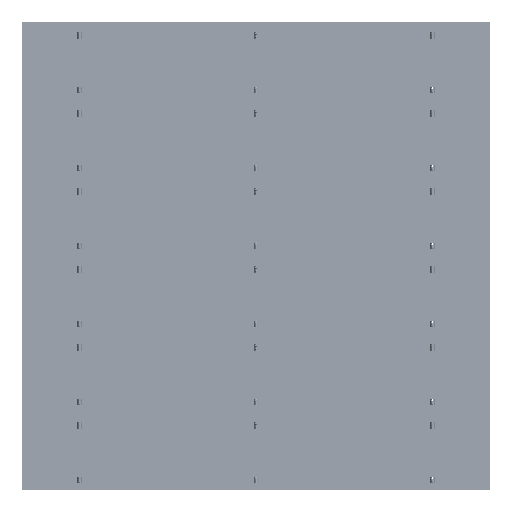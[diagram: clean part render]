
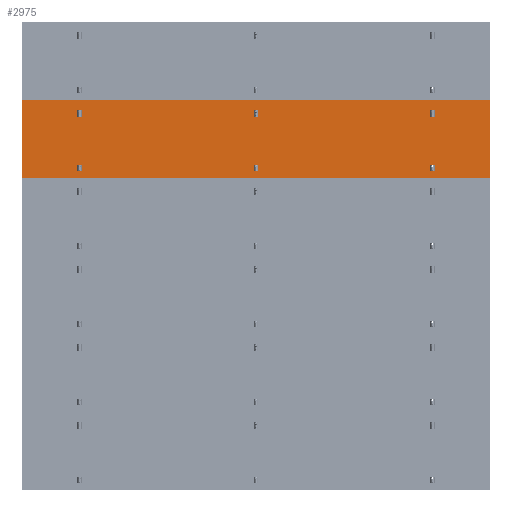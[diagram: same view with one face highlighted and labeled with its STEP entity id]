
A CAD part, front view. The second image highlights one B-rep face of the part: STEP entity #2975.
In plain terms, the highlighted planar face has unit normal (0, -1, 0).
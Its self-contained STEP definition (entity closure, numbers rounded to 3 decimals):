
#135=FACE_BOUND('',#614,.T.);
#136=FACE_BOUND('',#615,.T.);
#137=FACE_BOUND('',#616,.T.);
#138=FACE_BOUND('',#617,.T.);
#139=FACE_BOUND('',#618,.T.);
#140=FACE_BOUND('',#619,.T.);
#211=PLANE('',#3246);
#282=CIRCLE('',#3188,3.2);
#284=CIRCLE('',#3191,3.2);
#286=CIRCLE('',#3194,3.2);
#288=CIRCLE('',#3197,3.2);
#290=CIRCLE('',#3200,3.2);
#292=CIRCLE('',#3203,3.2);
#295=CIRCLE('',#3208,3.2);
#297=CIRCLE('',#3213,3.2);
#299=CIRCLE('',#3217,3.2);
#301=CIRCLE('',#3222,3.2);
#303=CIRCLE('',#3228,3.2);
#305=CIRCLE('',#3233,3.2);
#449=FACE_OUTER_BOUND('',#613,.T.);
#613=EDGE_LOOP('',(#2611,#2612,#2613,#2614));
#614=EDGE_LOOP('',(#2615,#2616,#2617,#2618));
#615=EDGE_LOOP('',(#2619,#2620,#2621,#2622));
#616=EDGE_LOOP('',(#2623,#2624,#2625,#2626));
#617=EDGE_LOOP('',(#2627,#2628,#2629,#2630));
#618=EDGE_LOOP('',(#2631,#2632,#2633,#2634));
#619=EDGE_LOOP('',(#2635,#2636,#2637,#2638));
#908=LINE('',#8165,#1110);
#912=LINE('',#8175,#1114);
#914=LINE('',#8180,#1116);
#918=LINE('',#8190,#1120);
#922=LINE('',#8202,#1124);
#924=LINE('',#8205,#1126);
#928=LINE('',#8217,#1130);
#930=LINE('',#8220,#1132);
#932=LINE('',#8225,#1134);
#936=LINE('',#8235,#1138);
#938=LINE('',#8240,#1140);
#942=LINE('',#8250,#1144);
#943=LINE('',#8254,#1145);
#947=LINE('',#8262,#1149);
#950=LINE('',#8268,#1152);
#953=LINE('',#8273,#1155);
#1110=VECTOR('',#3762,1000.);
#1114=VECTOR('',#3774,1000.);
#1116=VECTOR('',#3778,1000.);
#1120=VECTOR('',#3790,1000.);
#1124=VECTOR('',#3802,1000.);
#1126=VECTOR('',#3806,1000.);
#1130=VECTOR('',#3818,1000.);
#1132=VECTOR('',#3822,1000.);
#1134=VECTOR('',#3826,1000.);
#1138=VECTOR('',#3838,1000.);
#1140=VECTOR('',#3842,1000.);
#1144=VECTOR('',#3854,1000.);
#1145=VECTOR('',#3857,1000.);
#1149=VECTOR('',#3863,1000.);
#1152=VECTOR('',#3868,1000.);
#1155=VECTOR('',#3873,1000.);
#1398=VERTEX_POINT('',#8108);
#1399=VERTEX_POINT('',#8109);
#1402=VERTEX_POINT('',#8117);
#1403=VERTEX_POINT('',#8118);
#1406=VERTEX_POINT('',#8126);
#1407=VERTEX_POINT('',#8127);
#1410=VERTEX_POINT('',#8135);
#1411=VERTEX_POINT('',#8136);
#1414=VERTEX_POINT('',#8144);
#1415=VERTEX_POINT('',#8145);
#1418=VERTEX_POINT('',#8153);
#1419=VERTEX_POINT('',#8154);
#1423=VERTEX_POINT('',#8164);
#1425=VERTEX_POINT('',#8170);
#1427=VERTEX_POINT('',#8179);
#1429=VERTEX_POINT('',#8185);
#1432=VERTEX_POINT('',#8195);
#1433=VERTEX_POINT('',#8197);
#1436=VERTEX_POINT('',#8210);
#1437=VERTEX_POINT('',#8212);
#1439=VERTEX_POINT('',#8224);
#1441=VERTEX_POINT('',#8230);
#1443=VERTEX_POINT('',#8239);
#1445=VERTEX_POINT('',#8245);
#1446=VERTEX_POINT('',#8252);
#1447=VERTEX_POINT('',#8253);
#1450=VERTEX_POINT('',#8261);
#1452=VERTEX_POINT('',#8267);
#1773=EDGE_CURVE('',#1398,#1399,#282,.T.);
#1777=EDGE_CURVE('',#1402,#1403,#284,.T.);
#1781=EDGE_CURVE('',#1406,#1407,#286,.T.);
#1785=EDGE_CURVE('',#1410,#1411,#288,.T.);
#1789=EDGE_CURVE('',#1414,#1415,#290,.T.);
#1793=EDGE_CURVE('',#1418,#1419,#292,.T.);
#1798=EDGE_CURVE('',#1423,#1418,#908,.T.);
#1801=EDGE_CURVE('',#1425,#1423,#295,.T.);
#1804=EDGE_CURVE('',#1419,#1425,#912,.T.);
#1806=EDGE_CURVE('',#1427,#1414,#914,.T.);
#1809=EDGE_CURVE('',#1429,#1427,#297,.T.);
#1812=EDGE_CURVE('',#1415,#1429,#918,.T.);
#1815=EDGE_CURVE('',#1433,#1432,#299,.T.);
#1818=EDGE_CURVE('',#1411,#1433,#922,.T.);
#1820=EDGE_CURVE('',#1432,#1410,#924,.T.);
#1823=EDGE_CURVE('',#1437,#1436,#301,.T.);
#1826=EDGE_CURVE('',#1407,#1437,#928,.T.);
#1828=EDGE_CURVE('',#1436,#1406,#930,.T.);
#1830=EDGE_CURVE('',#1439,#1402,#932,.T.);
#1833=EDGE_CURVE('',#1441,#1439,#303,.T.);
#1836=EDGE_CURVE('',#1403,#1441,#936,.T.);
#1838=EDGE_CURVE('',#1443,#1398,#938,.T.);
#1841=EDGE_CURVE('',#1445,#1443,#305,.T.);
#1844=EDGE_CURVE('',#1399,#1445,#942,.T.);
#1845=EDGE_CURVE('',#1446,#1447,#943,.T.);
#1849=EDGE_CURVE('',#1447,#1450,#947,.T.);
#1852=EDGE_CURVE('',#1450,#1452,#950,.T.);
#1855=EDGE_CURVE('',#1452,#1446,#953,.T.);
#2611=ORIENTED_EDGE('',*,*,#1845,.F.);
#2612=ORIENTED_EDGE('',*,*,#1855,.F.);
#2613=ORIENTED_EDGE('',*,*,#1852,.F.);
#2614=ORIENTED_EDGE('',*,*,#1849,.F.);
#2615=ORIENTED_EDGE('',*,*,#1806,.T.);
#2616=ORIENTED_EDGE('',*,*,#1789,.T.);
#2617=ORIENTED_EDGE('',*,*,#1812,.T.);
#2618=ORIENTED_EDGE('',*,*,#1809,.T.);
#2619=ORIENTED_EDGE('',*,*,#1798,.T.);
#2620=ORIENTED_EDGE('',*,*,#1793,.T.);
#2621=ORIENTED_EDGE('',*,*,#1804,.T.);
#2622=ORIENTED_EDGE('',*,*,#1801,.T.);
#2623=ORIENTED_EDGE('',*,*,#1838,.T.);
#2624=ORIENTED_EDGE('',*,*,#1773,.T.);
#2625=ORIENTED_EDGE('',*,*,#1844,.T.);
#2626=ORIENTED_EDGE('',*,*,#1841,.T.);
#2627=ORIENTED_EDGE('',*,*,#1830,.T.);
#2628=ORIENTED_EDGE('',*,*,#1777,.T.);
#2629=ORIENTED_EDGE('',*,*,#1836,.T.);
#2630=ORIENTED_EDGE('',*,*,#1833,.T.);
#2631=ORIENTED_EDGE('',*,*,#1826,.T.);
#2632=ORIENTED_EDGE('',*,*,#1823,.T.);
#2633=ORIENTED_EDGE('',*,*,#1828,.T.);
#2634=ORIENTED_EDGE('',*,*,#1781,.T.);
#2635=ORIENTED_EDGE('',*,*,#1818,.T.);
#2636=ORIENTED_EDGE('',*,*,#1815,.T.);
#2637=ORIENTED_EDGE('',*,*,#1820,.T.);
#2638=ORIENTED_EDGE('',*,*,#1785,.T.);
#2975=ADVANCED_FACE('',(#449,#135,#136,#137,#138,#139,#140),#211,.F.);
#3188=AXIS2_PLACEMENT_3D('',#8110,#3713,#3714);
#3191=AXIS2_PLACEMENT_3D('',#8119,#3721,#3722);
#3194=AXIS2_PLACEMENT_3D('',#8128,#3729,#3730);
#3197=AXIS2_PLACEMENT_3D('',#8137,#3737,#3738);
#3200=AXIS2_PLACEMENT_3D('',#8146,#3745,#3746);
#3203=AXIS2_PLACEMENT_3D('',#8155,#3753,#3754);
#3208=AXIS2_PLACEMENT_3D('',#8171,#3768,#3769);
#3213=AXIS2_PLACEMENT_3D('',#8186,#3784,#3785);
#3217=AXIS2_PLACEMENT_3D('',#8198,#3796,#3797);
#3222=AXIS2_PLACEMENT_3D('',#8213,#3812,#3813);
#3228=AXIS2_PLACEMENT_3D('',#8231,#3832,#3833);
#3233=AXIS2_PLACEMENT_3D('',#8246,#3848,#3849);
#3246=AXIS2_PLACEMENT_3D('',#8306,#3901,#3902);
#3713=DIRECTION('center_axis',(0.,1.,0.));
#3714=DIRECTION('ref_axis',(0.,0.,-1.));
#3721=DIRECTION('center_axis',(0.,1.,0.));
#3722=DIRECTION('ref_axis',(0.,0.,-1.));
#3729=DIRECTION('center_axis',(0.,1.,0.));
#3730=DIRECTION('ref_axis',(0.,0.,1.));
#3737=DIRECTION('center_axis',(0.,1.,0.));
#3738=DIRECTION('ref_axis',(0.,0.,1.));
#3745=DIRECTION('center_axis',(0.,1.,0.));
#3746=DIRECTION('ref_axis',(0.,0.,1.));
#3753=DIRECTION('center_axis',(0.,1.,0.));
#3754=DIRECTION('ref_axis',(0.,0.,1.));
#3762=DIRECTION('',(0.,0.,1.));
#3768=DIRECTION('center_axis',(0.,1.,0.));
#3769=DIRECTION('ref_axis',(0.,0.,1.));
#3774=DIRECTION('',(0.,0.,-1.));
#3778=DIRECTION('',(0.,0.,1.));
#3784=DIRECTION('center_axis',(0.,1.,0.));
#3785=DIRECTION('ref_axis',(0.,0.,1.));
#3790=DIRECTION('',(0.,0.,-1.));
#3796=DIRECTION('center_axis',(0.,1.,0.));
#3797=DIRECTION('ref_axis',(0.,0.,1.));
#3802=DIRECTION('',(0.,0.,-1.));
#3806=DIRECTION('',(0.,0.,1.));
#3812=DIRECTION('center_axis',(0.,1.,0.));
#3813=DIRECTION('ref_axis',(0.,0.,1.));
#3818=DIRECTION('',(0.,0.,-1.));
#3822=DIRECTION('',(0.,0.,1.));
#3826=DIRECTION('',(0.,0.,1.));
#3832=DIRECTION('center_axis',(0.,1.,0.));
#3833=DIRECTION('ref_axis',(0.,0.,-1.));
#3838=DIRECTION('',(0.,0.,-1.));
#3842=DIRECTION('',(0.,0.,1.));
#3848=DIRECTION('center_axis',(0.,1.,0.));
#3849=DIRECTION('ref_axis',(0.,0.,-1.));
#3854=DIRECTION('',(0.,0.,-1.));
#3857=DIRECTION('',(0.,0.,-1.));
#3863=DIRECTION('',(-1.,0.,0.));
#3868=DIRECTION('',(0.,0.,1.));
#3873=DIRECTION('',(1.,0.,0.));
#3901=DIRECTION('center_axis',(0.,1.,0.));
#3902=DIRECTION('ref_axis',(0.,0.,1.));
#8108=CARTESIAN_POINT('',(-73.2,0.,455.));
#8109=CARTESIAN_POINT('',(-66.8,0.,455.));
#8110=CARTESIAN_POINT('Origin',(-70.,0.,455.));
#8117=CARTESIAN_POINT('',(66.8,0.,455.));
#8118=CARTESIAN_POINT('',(73.2,0.,455.));
#8119=CARTESIAN_POINT('Origin',(70.,0.,455.));
#8126=CARTESIAN_POINT('',(66.8,0.,-450.));
#8127=CARTESIAN_POINT('',(73.2,0.,-450.));
#8128=CARTESIAN_POINT('Origin',(70.,0.,-450.));
#8135=CARTESIAN_POINT('',(-73.2,0.,-450.));
#8136=CARTESIAN_POINT('',(-66.8,0.,-450.));
#8137=CARTESIAN_POINT('Origin',(-70.,0.,-450.));
#8144=CARTESIAN_POINT('',(-73.2,0.,2.5));
#8145=CARTESIAN_POINT('',(-66.8,0.,2.5));
#8146=CARTESIAN_POINT('Origin',(-70.,0.,2.5));
#8153=CARTESIAN_POINT('',(66.8,0.,2.5));
#8154=CARTESIAN_POINT('',(73.2,0.,2.5));
#8155=CARTESIAN_POINT('Origin',(70.,0.,2.5));
#8164=CARTESIAN_POINT('',(66.8,0.,-2.5));
#8165=CARTESIAN_POINT('',(66.8,0.,2.5));
#8170=CARTESIAN_POINT('',(73.2,0.,-2.5));
#8171=CARTESIAN_POINT('Origin',(70.,0.,-2.5));
#8175=CARTESIAN_POINT('',(73.2,0.,2.5));
#8179=CARTESIAN_POINT('',(-73.2,0.,-2.5));
#8180=CARTESIAN_POINT('',(-73.2,0.,2.5));
#8185=CARTESIAN_POINT('',(-66.8,0.,-2.5));
#8186=CARTESIAN_POINT('Origin',(-70.,0.,-2.5));
#8190=CARTESIAN_POINT('',(-66.8,0.,2.5));
#8195=CARTESIAN_POINT('',(-73.2,0.,-455.));
#8197=CARTESIAN_POINT('',(-66.8,0.,-455.));
#8198=CARTESIAN_POINT('Origin',(-70.,0.,-455.));
#8202=CARTESIAN_POINT('',(-66.8,0.,-455.));
#8205=CARTESIAN_POINT('',(-73.2,0.,-455.));
#8210=CARTESIAN_POINT('',(66.8,0.,-455.));
#8212=CARTESIAN_POINT('',(73.2,0.,-455.));
#8213=CARTESIAN_POINT('Origin',(70.,0.,-455.));
#8217=CARTESIAN_POINT('',(73.2,0.,-455.));
#8220=CARTESIAN_POINT('',(66.8,0.,-455.));
#8224=CARTESIAN_POINT('',(66.8,0.,450.));
#8225=CARTESIAN_POINT('',(66.8,0.,455.));
#8230=CARTESIAN_POINT('',(73.2,0.,450.));
#8231=CARTESIAN_POINT('Origin',(70.,0.,450.));
#8235=CARTESIAN_POINT('',(73.2,0.,455.));
#8239=CARTESIAN_POINT('',(-73.2,0.,450.));
#8240=CARTESIAN_POINT('',(-73.2,0.,455.));
#8245=CARTESIAN_POINT('',(-66.8,0.,450.));
#8246=CARTESIAN_POINT('Origin',(-70.,0.,450.));
#8250=CARTESIAN_POINT('',(-66.8,0.,455.));
#8252=CARTESIAN_POINT('',(100.,0.,600.));
#8253=CARTESIAN_POINT('',(100.,0.,-600.));
#8254=CARTESIAN_POINT('',(100.,0.,-600.));
#8261=CARTESIAN_POINT('',(-100.,0.,-600.));
#8262=CARTESIAN_POINT('',(-100.,0.,-600.));
#8267=CARTESIAN_POINT('',(-100.,0.,600.));
#8268=CARTESIAN_POINT('',(-100.,0.,-600.));
#8273=CARTESIAN_POINT('',(-100.,0.,600.));
#8306=CARTESIAN_POINT('Origin',(0.,0.,0.));
